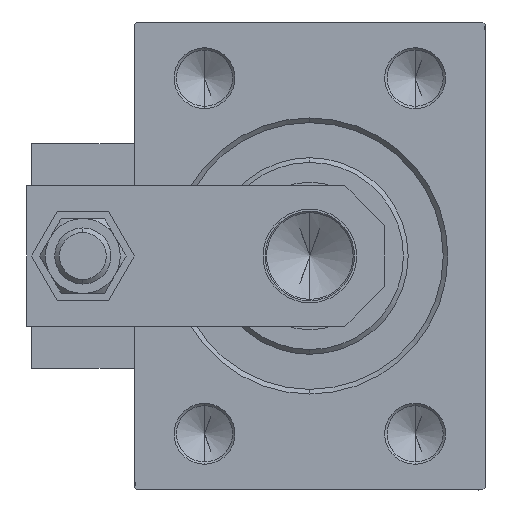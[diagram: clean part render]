
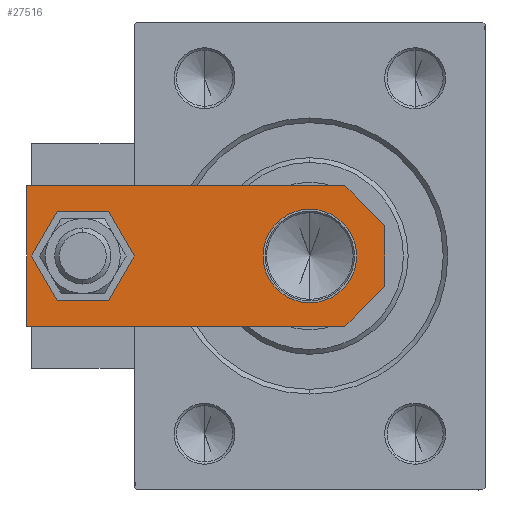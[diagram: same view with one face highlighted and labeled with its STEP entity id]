
A CAD part, left-side view. The second image highlights one B-rep face of the part: STEP entity #27516.
In plain terms, the highlighted face is planar.
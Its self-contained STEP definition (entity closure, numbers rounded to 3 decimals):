
#20 = CARTESIAN_POINT ( 'NONE',  ( 0., 0., 8. ) ) ;
#1315 = VERTEX_POINT ( 'NONE', #15515 ) ;
#1421 = DIRECTION ( 'NONE',  ( 1., 0., 0. ) ) ;
#1503 = EDGE_LOOP ( 'NONE', ( #2079, #44955 ) ) ;
#2079 = ORIENTED_EDGE ( 'NONE', *, *, #38300, .F. ) ;
#2090 = EDGE_CURVE ( 'NONE', #28049, #16799, #43894, .T. ) ;
#2273 = DIRECTION ( 'NONE',  ( 0., 0., 1. ) ) ;
#3743 = CARTESIAN_POINT ( 'NONE',  ( -15., 0., 8. ) ) ;
#3950 = DIRECTION ( 'NONE',  ( 1., 0., 0. ) ) ;
#4123 = DIRECTION ( 'NONE',  ( 0., 0., 1. ) ) ;
#5108 = DIRECTION ( 'NONE',  ( -1., 0., 0. ) ) ;
#6798 = AXIS2_PLACEMENT_3D ( 'NONE', #7798, #39877, #3950 ) ;
#7638 = ORIENTED_EDGE ( 'NONE', *, *, #22033, .T. ) ;
#7769 = CARTESIAN_POINT ( 'NONE',  ( -6.5, 0., 8. ) ) ;
#7798 = CARTESIAN_POINT ( 'NONE',  ( 0., 16., 8. ) ) ;
#8132 = CARTESIAN_POINT ( 'NONE',  ( 3.25, -3.25, 8. ) ) ;
#8287 = VERTEX_POINT ( 'NONE', #44977 ) ;
#8293 = ORIENTED_EDGE ( 'NONE', *, *, #27423, .T. ) ;
#8300 = AXIS2_PLACEMENT_3D ( 'NONE', #48748, #45170, #25925 ) ;
#8747 = FACE_BOUND ( 'NONE', #23647, .T. ) ;
#9867 = CARTESIAN_POINT ( 'NONE',  ( 0., 16., 8. ) ) ;
#10795 = ORIENTED_EDGE ( 'NONE', *, *, #34336, .F. ) ;
#11133 = CIRCLE ( 'NONE', #39820, 10. ) ;
#12892 = LINE ( 'NONE', #13647, #19614 ) ;
#12927 = EDGE_CURVE ( 'NONE', #23106, #20379, #36454, .T. ) ;
#12978 = ORIENTED_EDGE ( 'NONE', *, *, #12927, .F. ) ;
#13055 = CARTESIAN_POINT ( 'NONE',  ( 15., 76.5, 8. ) ) ;
#13207 = CIRCLE ( 'NONE', #8300, 7. ) ;
#13642 = EDGE_LOOP ( 'NONE', ( #8293, #47204, #44355, #17043, #34050, #7638 ) ) ;
#13646 = VECTOR ( 'NONE', #5108, 1000. ) ;
#13647 = CARTESIAN_POINT ( 'NONE',  ( -15., 76.5, 8. ) ) ;
#14841 = CARTESIAN_POINT ( 'NONE',  ( -15., 8.5, 8. ) ) ;
#15210 = CARTESIAN_POINT ( 'NONE',  ( 15., 76.5, 8. ) ) ;
#15515 = CARTESIAN_POINT ( 'NONE',  ( -15., 76.5, 8. ) ) ;
#16176 = FACE_BOUND ( 'NONE', #1503, .T. ) ;
#16428 = FACE_OUTER_BOUND ( 'NONE', #13642, .T. ) ;
#16429 = EDGE_CURVE ( 'NONE', #45168, #8287, #37874, .T. ) ;
#16677 = DIRECTION ( 'NONE',  ( 0., 1., 0. ) ) ;
#16707 = EDGE_CURVE ( 'NONE', #18791, #25202, #11133, .T. ) ;
#16799 = VERTEX_POINT ( 'NONE', #15210 ) ;
#17043 = ORIENTED_EDGE ( 'NONE', *, *, #22314, .T. ) ;
#18791 = VERTEX_POINT ( 'NONE', #44369 ) ;
#19305 = CARTESIAN_POINT ( 'NONE',  ( 7., 64.5, 8. ) ) ;
#19325 = VECTOR ( 'NONE', #50419, 1000. ) ;
#19614 = VECTOR ( 'NONE', #28557, 1000. ) ;
#20132 = LINE ( 'NONE', #35805, #48483 ) ;
#20379 = VERTEX_POINT ( 'NONE', #19305 ) ;
#22033 = EDGE_CURVE ( 'NONE', #16799, #1315, #31550, .T. ) ;
#22314 = EDGE_CURVE ( 'NONE', #8287, #28049, #24047, .T. ) ;
#23106 = VERTEX_POINT ( 'NONE', #30995 ) ;
#23647 = EDGE_LOOP ( 'NONE', ( #12978, #10795 ) ) ;
#24047 = LINE ( 'NONE', #8132, #32570 ) ;
#24334 = CARTESIAN_POINT ( 'NONE',  ( -10., 16., 8. ) ) ;
#25202 = VERTEX_POINT ( 'NONE', #24334 ) ;
#25876 = VERTEX_POINT ( 'NONE', #14841 ) ;
#25925 = DIRECTION ( 'NONE',  ( 1., 0., 0. ) ) ;
#27423 = EDGE_CURVE ( 'NONE', #1315, #25876, #12892, .T. ) ;
#27516 = ADVANCED_FACE ( 'NONE', ( #8747, #16428, #16176 ), #27993, .T. ) ;
#27993 = PLANE ( 'NONE',  #49100 ) ;
#28049 = VERTEX_POINT ( 'NONE', #48364 ) ;
#28557 = DIRECTION ( 'NONE',  ( 0., -1., 0. ) ) ;
#28772 = VECTOR ( 'NONE', #16677, 1000. ) ;
#29555 = DIRECTION ( 'NONE',  ( 0.707, -0.707, 0. ) ) ;
#30995 = CARTESIAN_POINT ( 'NONE',  ( -7., 64.5, 8. ) ) ;
#31550 = LINE ( 'NONE', #13055, #13646 ) ;
#32570 = VECTOR ( 'NONE', #46882, 1000. ) ;
#32831 = DIRECTION ( 'NONE',  ( 1., 0., 0. ) ) ;
#34050 = ORIENTED_EDGE ( 'NONE', *, *, #2090, .T. ) ;
#34336 = EDGE_CURVE ( 'NONE', #20379, #23106, #13207, .T. ) ;
#35401 = EDGE_CURVE ( 'NONE', #25876, #45168, #20132, .T. ) ;
#35805 = CARTESIAN_POINT ( 'NONE',  ( -3.25, -3.25, 8. ) ) ;
#36454 = CIRCLE ( 'NONE', #41356, 7. ) ;
#37874 = LINE ( 'NONE', #3743, #19325 ) ;
#38300 = EDGE_CURVE ( 'NONE', #25202, #18791, #43696, .T. ) ;
#39820 = AXIS2_PLACEMENT_3D ( 'NONE', #9867, #48855, #1421 ) ;
#39877 = DIRECTION ( 'NONE',  ( 0., 0., 1. ) ) ;
#40057 = DIRECTION ( 'NONE',  ( 1., 0., 0. ) ) ;
#40554 = CARTESIAN_POINT ( 'NONE',  ( 15., 0., 8. ) ) ;
#41356 = AXIS2_PLACEMENT_3D ( 'NONE', #48457, #2273, #32831 ) ;
#43696 = CIRCLE ( 'NONE', #6798, 10. ) ;
#43894 = LINE ( 'NONE', #40554, #28772 ) ;
#44355 = ORIENTED_EDGE ( 'NONE', *, *, #16429, .T. ) ;
#44369 = CARTESIAN_POINT ( 'NONE',  ( 10., 16., 8. ) ) ;
#44955 = ORIENTED_EDGE ( 'NONE', *, *, #16707, .F. ) ;
#44977 = CARTESIAN_POINT ( 'NONE',  ( 6.5, 0., 8. ) ) ;
#45168 = VERTEX_POINT ( 'NONE', #7769 ) ;
#45170 = DIRECTION ( 'NONE',  ( 0., 0., 1. ) ) ;
#46882 = DIRECTION ( 'NONE',  ( 0.707, 0.707, 0. ) ) ;
#47204 = ORIENTED_EDGE ( 'NONE', *, *, #35401, .T. ) ;
#48364 = CARTESIAN_POINT ( 'NONE',  ( 15., 8.5, 8. ) ) ;
#48457 = CARTESIAN_POINT ( 'NONE',  ( 0., 64.5, 8. ) ) ;
#48483 = VECTOR ( 'NONE', #29555, 1000. ) ;
#48748 = CARTESIAN_POINT ( 'NONE',  ( 0., 64.5, 8. ) ) ;
#48855 = DIRECTION ( 'NONE',  ( 0., 0., 1. ) ) ;
#49100 = AXIS2_PLACEMENT_3D ( 'NONE', #20, #4123, #40057 ) ;
#50419 = DIRECTION ( 'NONE',  ( 1., 0., 0. ) ) ;
